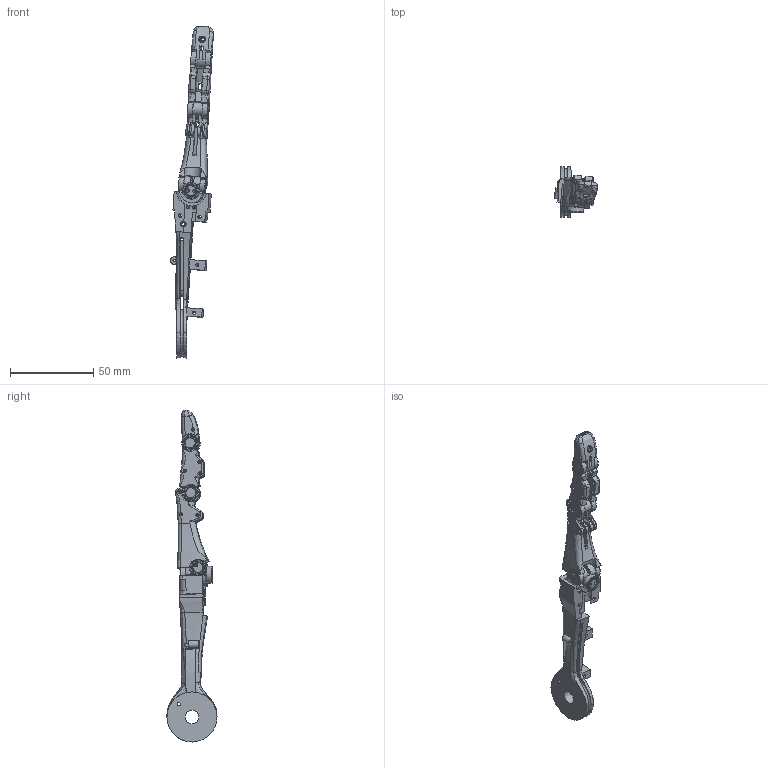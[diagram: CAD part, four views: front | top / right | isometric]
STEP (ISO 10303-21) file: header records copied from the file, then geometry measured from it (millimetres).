
FILE_DESCRIPTION(/* description */ (''),/* implementation_level */ '2;1');
FILE_NAME(/* name */ 'Index-Finger-Assembly v21.step',/* time_stamp */ '2024-09-02T12:08:32-07:00',/* author */ (''),/* organization */ (''),/* preprocessor_version */ 'ST-DEVELOPER v20',/* originating_system */ 'Autodesk Translation Framework v13.14.0.145',/* authorisation */ '');
FILE_SCHEMA (('AUTOMOTIVE_DESIGN { 1 0 10303 214 3 1 1 }'));
Length unit declared in the file: millimetre
Products named in the file (8): Index-Finger-Assembly; Palm_BEARING_15 <1>; Part 134; Tip_BEARING_15 (2); MLP_BEARING_15 (2); PLP_BEARING_15 (2); Knuckle-Assembly; Bearing-6x10x3
Assembly tree (14 placements, depth 3):
  Index-Finger-Assembly
    Palm_BEARING_15 <1>
      Part 134
    Tip_BEARING_15 (2)
    MLP_BEARING_15 (2)
    PLP_BEARING_15 (2)
    Knuckle-Assembly
      Bearing-6x10x3  x4
    Bearing-6x10x3  x4
Bounding box: 25.76 x 30 x 198.83 mm (x, y, z)
Volume: 23863.3 mm3; surface area: 19231.4 mm2
Topology: 13 solids, 13 shells, 584 faces, 1500 edges, 976 vertices
Faces by surface type: plane 272, cylinder 207, bspline 70, cone 18, torus 17
Full cylindrical faces by diameter (mm): 1.5 x1, 1.8 x2, 2 x31, 2.2 x1, 3.2 x2, 3.4 x4, 4 x1, 6 x16, 6.8 x16, 6.883 x16, 8 x1, 9.2 x16, 10 x8
Entity records: 20289 total; most frequent: CARTESIAN_POINT 8550, ORIENTED_EDGE 2580, DIRECTION 2198, EDGE_CURVE 1290, VERTEX_POINT 836, AXIS2_PLACEMENT_3D 793, LINE 612, VECTOR 612
